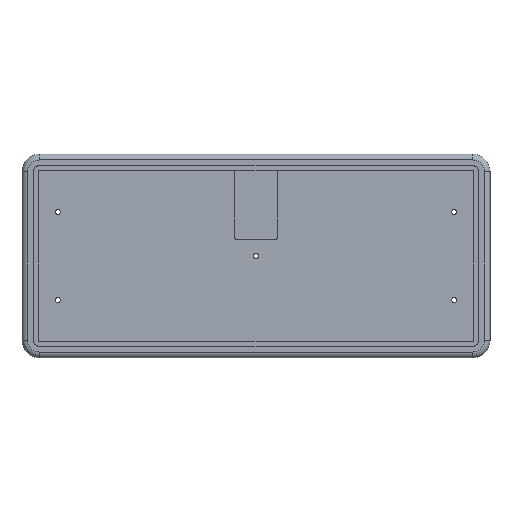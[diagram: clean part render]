
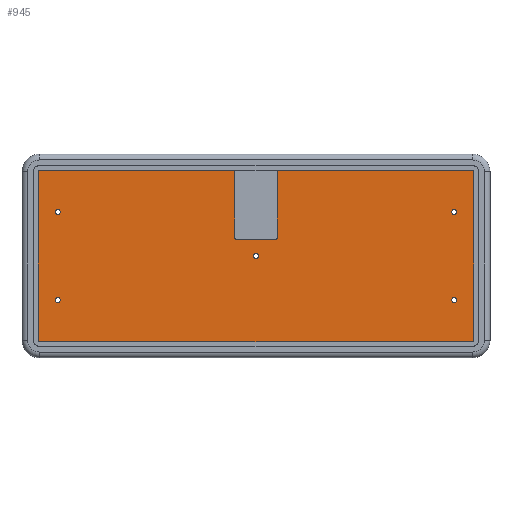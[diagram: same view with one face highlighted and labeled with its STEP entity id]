
A CAD part, top view. The second image highlights one B-rep face of the part: STEP entity #945.
In plain terms, the highlighted planar face has unit normal (0, 0, 1).
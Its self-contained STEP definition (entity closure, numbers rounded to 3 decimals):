
#72=CARTESIAN_POINT('',(93.675,38.925,3.));
#73=VERTEX_POINT('',#72);
#90=CARTESIAN_POINT('',(9.25,38.925,3.));
#91=VERTEX_POINT('',#90);
#98=CARTESIAN_POINT('',(9.25,38.925,3.));
#99=DIRECTION('',(1.,0.,0.));
#100=VECTOR('',#99,84.425);
#101=LINE('',#98,#100);
#102=EDGE_CURVE('',#91,#73,#101,.T.);
#328=CARTESIAN_POINT('',(-85.5,-20.1,3.));
#329=VERTEX_POINT('',#328);
#338=CARTESIAN_POINT('',(-84.4,-19.,3.));
#339=VERTEX_POINT('',#338);
#340=CARTESIAN_POINT('',(-85.5,-19.,3.));
#341=DIRECTION('',(0.,0.,1.));
#342=DIRECTION('',(1.,0.,-0.));
#343=AXIS2_PLACEMENT_3D('',#340,#341,#342);
#344=CIRCLE('',#343,1.1);
#345=EDGE_CURVE('',#329,#339,#344,.T.);
#347=CARTESIAN_POINT('',(-85.5,-19.,3.));
#348=DIRECTION('',(0.,0.,1.));
#349=DIRECTION('',(1.,0.,-0.));
#350=AXIS2_PLACEMENT_3D('',#347,#348,#349);
#351=CIRCLE('',#350,1.1);
#352=EDGE_CURVE('',#339,#329,#351,.T.);
#379=CARTESIAN_POINT('',(-85.5,17.9,3.));
#380=VERTEX_POINT('',#379);
#389=CARTESIAN_POINT('',(-84.4,19.,3.));
#390=VERTEX_POINT('',#389);
#391=CARTESIAN_POINT('',(-85.5,19.,3.));
#392=DIRECTION('',(0.,0.,1.));
#393=DIRECTION('',(1.,0.,-0.));
#394=AXIS2_PLACEMENT_3D('',#391,#392,#393);
#395=CIRCLE('',#394,1.1);
#396=EDGE_CURVE('',#380,#390,#395,.T.);
#398=CARTESIAN_POINT('',(-85.5,19.,3.));
#399=DIRECTION('',(0.,0.,1.));
#400=DIRECTION('',(1.,0.,-0.));
#401=AXIS2_PLACEMENT_3D('',#398,#399,#400);
#402=CIRCLE('',#401,1.1);
#403=EDGE_CURVE('',#390,#380,#402,.T.);
#430=CARTESIAN_POINT('',(85.5,-20.1,3.));
#431=VERTEX_POINT('',#430);
#440=CARTESIAN_POINT('',(86.6,-19.,3.));
#441=VERTEX_POINT('',#440);
#442=CARTESIAN_POINT('',(85.5,-19.,3.));
#443=DIRECTION('',(0.,0.,1.));
#444=DIRECTION('',(1.,0.,-0.));
#445=AXIS2_PLACEMENT_3D('',#442,#443,#444);
#446=CIRCLE('',#445,1.1);
#447=EDGE_CURVE('',#431,#441,#446,.T.);
#449=CARTESIAN_POINT('',(85.5,-19.,3.));
#450=DIRECTION('',(0.,0.,1.));
#451=DIRECTION('',(1.,0.,-0.));
#452=AXIS2_PLACEMENT_3D('',#449,#450,#451);
#453=CIRCLE('',#452,1.1);
#454=EDGE_CURVE('',#441,#431,#453,.T.);
#481=CARTESIAN_POINT('',(-0.,-1.1,3.));
#482=VERTEX_POINT('',#481);
#491=CARTESIAN_POINT('',(1.1,0.,3.));
#492=VERTEX_POINT('',#491);
#493=CARTESIAN_POINT('',(-0.,0.,3.));
#494=DIRECTION('',(0.,0.,1.));
#495=DIRECTION('',(1.,0.,-0.));
#496=AXIS2_PLACEMENT_3D('',#493,#494,#495);
#497=CIRCLE('',#496,1.1);
#498=EDGE_CURVE('',#482,#492,#497,.T.);
#500=CARTESIAN_POINT('',(-0.,0.,3.));
#501=DIRECTION('',(0.,0.,1.));
#502=DIRECTION('',(1.,0.,-0.));
#503=AXIS2_PLACEMENT_3D('',#500,#501,#502);
#504=CIRCLE('',#503,1.1);
#505=EDGE_CURVE('',#492,#482,#504,.T.);
#532=CARTESIAN_POINT('',(85.5,17.9,3.));
#533=VERTEX_POINT('',#532);
#542=CARTESIAN_POINT('',(86.6,19.,3.));
#543=VERTEX_POINT('',#542);
#544=CARTESIAN_POINT('',(85.5,19.,3.));
#545=DIRECTION('',(0.,0.,1.));
#546=DIRECTION('',(1.,0.,-0.));
#547=AXIS2_PLACEMENT_3D('',#544,#545,#546);
#548=CIRCLE('',#547,1.1);
#549=EDGE_CURVE('',#533,#543,#548,.T.);
#551=CARTESIAN_POINT('',(85.5,19.,3.));
#552=DIRECTION('',(0.,0.,1.));
#553=DIRECTION('',(1.,0.,-0.));
#554=AXIS2_PLACEMENT_3D('',#551,#552,#553);
#555=CIRCLE('',#554,1.1);
#556=EDGE_CURVE('',#543,#533,#555,.T.);
#583=CARTESIAN_POINT('',(-9.25,38.925,3.));
#584=VERTEX_POINT('',#583);
#601=CARTESIAN_POINT('',(-93.675,38.925,3.));
#602=VERTEX_POINT('',#601);
#609=CARTESIAN_POINT('',(-93.675,38.925,3.));
#610=DIRECTION('',(1.,0.,0.));
#611=VECTOR('',#610,84.425);
#612=LINE('',#609,#611);
#613=EDGE_CURVE('',#602,#584,#612,.T.);
#818=CARTESIAN_POINT('',(-85.5,28.5,3.));
#819=DIRECTION('',(0.,0.,1.));
#820=DIRECTION('',(0.,-1.,0.));
#821=AXIS2_PLACEMENT_3D('',#818,#819,#820);
#822=PLANE('',#821);
#823=ORIENTED_EDGE('',*,*,#549,.F.);
#824=ORIENTED_EDGE('',*,*,#556,.F.);
#825=EDGE_LOOP('',(#823,#824));
#826=FACE_BOUND('',#825,.T.);
#827=ORIENTED_EDGE('',*,*,#498,.F.);
#828=ORIENTED_EDGE('',*,*,#505,.F.);
#829=EDGE_LOOP('',(#827,#828));
#830=FACE_BOUND('',#829,.T.);
#831=ORIENTED_EDGE('',*,*,#447,.F.);
#832=ORIENTED_EDGE('',*,*,#454,.F.);
#833=EDGE_LOOP('',(#831,#832));
#834=FACE_BOUND('',#833,.T.);
#835=ORIENTED_EDGE('',*,*,#396,.F.);
#836=ORIENTED_EDGE('',*,*,#403,.F.);
#837=EDGE_LOOP('',(#835,#836));
#838=FACE_BOUND('',#837,.T.);
#839=ORIENTED_EDGE('',*,*,#345,.F.);
#840=ORIENTED_EDGE('',*,*,#352,.F.);
#841=EDGE_LOOP('',(#839,#840));
#842=FACE_BOUND('',#841,.T.);
#843=CARTESIAN_POINT('',(-93.675,-38.925,3.));
#844=VERTEX_POINT('',#843);
#845=CARTESIAN_POINT('',(93.675,-38.925,3.));
#846=VERTEX_POINT('',#845);
#847=CARTESIAN_POINT('',(-93.675,-38.925,3.));
#848=DIRECTION('',(1.,0.,0.));
#849=VECTOR('',#848,187.35);
#850=LINE('',#847,#849);
#851=EDGE_CURVE('',#844,#846,#850,.T.);
#852=ORIENTED_EDGE('',*,*,#851,.T.);
#853=CARTESIAN_POINT('',(95.925,-36.675,3.));
#854=VERTEX_POINT('',#853);
#855=CARTESIAN_POINT('',(93.675,-36.675,3.));
#856=DIRECTION('',(0.,0.,1.));
#857=DIRECTION('',(1.,0.,-0.));
#858=AXIS2_PLACEMENT_3D('',#855,#856,#857);
#859=CIRCLE('',#858,2.25);
#860=EDGE_CURVE('',#846,#854,#859,.T.);
#861=ORIENTED_EDGE('',*,*,#860,.T.);
#862=CARTESIAN_POINT('',(95.925,36.675,3.));
#863=VERTEX_POINT('',#862);
#864=CARTESIAN_POINT('',(95.925,-36.675,3.));
#865=DIRECTION('',(-0.,1.,0.));
#866=VECTOR('',#865,73.35);
#867=LINE('',#864,#866);
#868=EDGE_CURVE('',#854,#863,#867,.T.);
#869=ORIENTED_EDGE('',*,*,#868,.T.);
#870=CARTESIAN_POINT('',(93.675,36.675,3.));
#871=DIRECTION('',(0.,0.,1.));
#872=DIRECTION('',(1.,0.,-0.));
#873=AXIS2_PLACEMENT_3D('',#870,#871,#872);
#874=CIRCLE('',#873,2.25);
#875=EDGE_CURVE('',#863,#73,#874,.T.);
#876=ORIENTED_EDGE('',*,*,#875,.T.);
#877=ORIENTED_EDGE('',*,*,#102,.F.);
#878=CARTESIAN_POINT('',(9.25,8.175,3.));
#879=VERTEX_POINT('',#878);
#880=CARTESIAN_POINT('',(9.25,38.925,3.));
#881=DIRECTION('',(0.,-1.,0.));
#882=VECTOR('',#881,30.75);
#883=LINE('',#880,#882);
#884=EDGE_CURVE('',#91,#879,#883,.T.);
#885=ORIENTED_EDGE('',*,*,#884,.T.);
#886=CARTESIAN_POINT('',(8.,6.925,3.));
#887=VERTEX_POINT('',#886);
#888=CARTESIAN_POINT('',(8.,8.175,3.));
#889=DIRECTION('',(-0.,-0.,-1.));
#890=DIRECTION('',(1.,0.,-0.));
#891=AXIS2_PLACEMENT_3D('',#888,#889,#890);
#892=CIRCLE('',#891,1.25);
#893=EDGE_CURVE('',#879,#887,#892,.T.);
#894=ORIENTED_EDGE('',*,*,#893,.T.);
#895=CARTESIAN_POINT('',(-8.,6.925,3.));
#896=VERTEX_POINT('',#895);
#897=CARTESIAN_POINT('',(8.,6.925,3.));
#898=DIRECTION('',(-1.,-0.,0.));
#899=VECTOR('',#898,16.);
#900=LINE('',#897,#899);
#901=EDGE_CURVE('',#887,#896,#900,.T.);
#902=ORIENTED_EDGE('',*,*,#901,.T.);
#903=CARTESIAN_POINT('',(-9.25,8.175,3.));
#904=VERTEX_POINT('',#903);
#905=CARTESIAN_POINT('',(-8.,8.175,3.));
#906=DIRECTION('',(-0.,-0.,-1.));
#907=DIRECTION('',(1.,0.,-0.));
#908=AXIS2_PLACEMENT_3D('',#905,#906,#907);
#909=CIRCLE('',#908,1.25);
#910=EDGE_CURVE('',#896,#904,#909,.T.);
#911=ORIENTED_EDGE('',*,*,#910,.T.);
#912=CARTESIAN_POINT('',(-9.25,8.175,3.));
#913=DIRECTION('',(-0.,1.,0.));
#914=VECTOR('',#913,30.75);
#915=LINE('',#912,#914);
#916=EDGE_CURVE('',#904,#584,#915,.T.);
#917=ORIENTED_EDGE('',*,*,#916,.T.);
#918=ORIENTED_EDGE('',*,*,#613,.F.);
#919=CARTESIAN_POINT('',(-95.925,36.675,3.));
#920=VERTEX_POINT('',#919);
#921=CARTESIAN_POINT('',(-93.675,36.675,3.));
#922=DIRECTION('',(0.,0.,1.));
#923=DIRECTION('',(1.,0.,-0.));
#924=AXIS2_PLACEMENT_3D('',#921,#922,#923);
#925=CIRCLE('',#924,2.25);
#926=EDGE_CURVE('',#602,#920,#925,.T.);
#927=ORIENTED_EDGE('',*,*,#926,.T.);
#928=CARTESIAN_POINT('',(-95.925,-36.675,3.));
#929=VERTEX_POINT('',#928);
#930=CARTESIAN_POINT('',(-95.925,-36.675,3.));
#931=DIRECTION('',(-0.,1.,0.));
#932=VECTOR('',#931,73.35);
#933=LINE('',#930,#932);
#934=EDGE_CURVE('',#929,#920,#933,.T.);
#935=ORIENTED_EDGE('',*,*,#934,.F.);
#936=CARTESIAN_POINT('',(-93.675,-36.675,3.));
#937=DIRECTION('',(0.,0.,1.));
#938=DIRECTION('',(1.,0.,-0.));
#939=AXIS2_PLACEMENT_3D('',#936,#937,#938);
#940=CIRCLE('',#939,2.25);
#941=EDGE_CURVE('',#929,#844,#940,.T.);
#942=ORIENTED_EDGE('',*,*,#941,.T.);
#943=EDGE_LOOP('',(#852,#861,#869,#876,#877,#885,#894,#902,#911,#917,#918,#927,#935,#942));
#944=FACE_BOUND('',#943,.T.);
#945=ADVANCED_FACE('',(#826,#830,#834,#838,#842,#944),#822,.T.);
